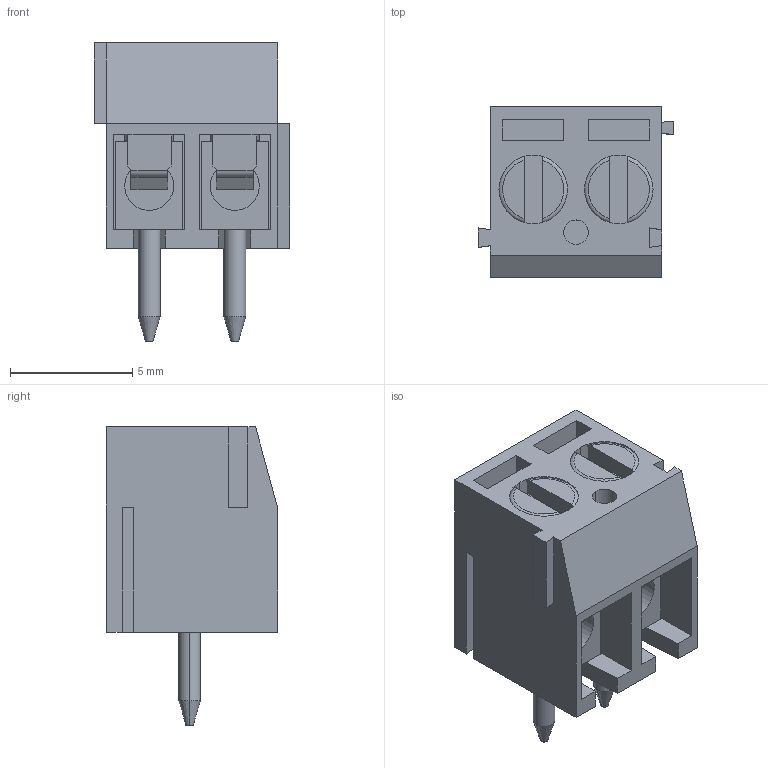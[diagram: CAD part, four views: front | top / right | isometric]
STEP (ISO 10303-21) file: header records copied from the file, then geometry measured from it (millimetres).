
FILE_DESCRIPTION(('FreeCAD Model'),'2;1');
FILE_NAME('Open CASCADE Shape Model','2022-07-30T19:32:31',( 'kicad StepUp'),('ksu MCAD'),'Open CASCADE STEP processor 7.5', 'FreeCAD','Unknown');
FILE_SCHEMA(('AUTOMOTIVE_DESIGN { 1 0 10303 214 1 1 1 1 }'));
Length unit declared in the file: millimetre
Products named in the file (8): 691103110002_1; SOLID; SOLID001; SOLID002; SOLID003; SOLID004; SOLID005; SOLID006
Assembly tree (7 placements, depth 2):
  691103110002_1
    SOLID
    SOLID001
    SOLID002
    SOLID003
    SOLID004
    SOLID005
    SOLID006
Bounding box: 8 x 7 x 12.2 mm (x, y, z)
Volume: 278.9 mm3; surface area: 979.3 mm2
Topology: 7 solids, 7 shells, 232 faces, 603 edges, 392 vertices
Faces by surface type: plane 138, cylinder 70, cone 16, torus 8
Entity records: 7892 total; most frequent: CARTESIAN_POINT 1359, DIRECTION 1253, ORIENTED_EDGE 1206, EDGE_CURVE 603, AXIS2_PLACEMENT_3D 426, LINE 401, VECTOR 401, VERTEX_POINT 392
